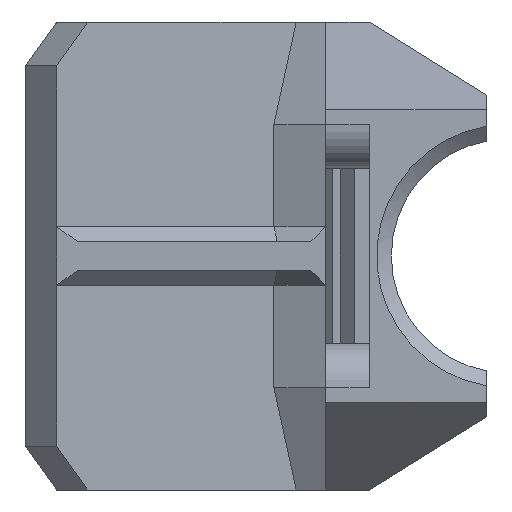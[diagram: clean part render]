
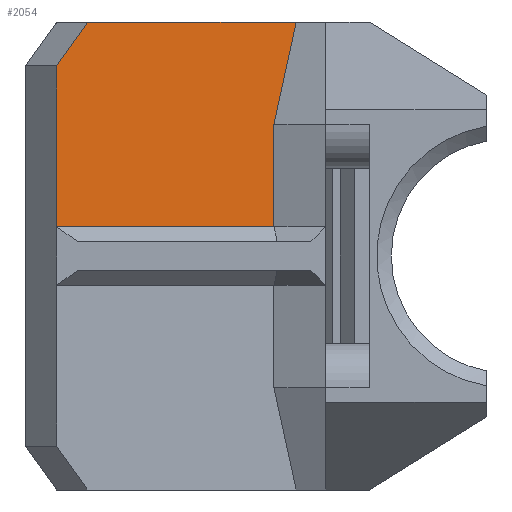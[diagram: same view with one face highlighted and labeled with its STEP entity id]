
A CAD part, left-side view. The second image highlights one B-rep face of the part: STEP entity #2054.
In plain terms, the highlighted planar face has unit normal (-0.707, -0.707, 0).
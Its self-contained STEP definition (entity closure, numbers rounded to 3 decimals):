
#114=FACE_OUTER_BOUND('',#227,.T.);
#227=EDGE_LOOP('',(#1428,#1429,#1430,#1431,#1432,#1433));
#354=LINE('',#2965,#605);
#356=LINE('',#2969,#607);
#409=LINE('',#3101,#660);
#412=LINE('',#3106,#663);
#413=LINE('',#3108,#664);
#414=LINE('',#3109,#665);
#605=VECTOR('',#2364,10.);
#607=VECTOR('',#2368,10.);
#660=VECTOR('',#2443,10.);
#663=VECTOR('',#2448,10.);
#664=VECTOR('',#2449,10.);
#665=VECTOR('',#2450,10.);
#855=VERTEX_POINT('',#2962);
#856=VERTEX_POINT('',#2964);
#857=VERTEX_POINT('',#2968);
#911=VERTEX_POINT('',#3097);
#913=VERTEX_POINT('',#3100);
#915=VERTEX_POINT('',#3107);
#1050=EDGE_CURVE('',#855,#856,#354,.F.);
#1052=EDGE_CURVE('',#857,#855,#356,.T.);
#1113=EDGE_CURVE('',#911,#913,#409,.T.);
#1116=EDGE_CURVE('',#856,#911,#412,.T.);
#1117=EDGE_CURVE('',#915,#857,#413,.T.);
#1118=EDGE_CURVE('',#915,#913,#414,.T.);
#1428=ORIENTED_EDGE('',*,*,#1113,.F.);
#1429=ORIENTED_EDGE('',*,*,#1116,.F.);
#1430=ORIENTED_EDGE('',*,*,#1050,.F.);
#1431=ORIENTED_EDGE('',*,*,#1052,.F.);
#1432=ORIENTED_EDGE('',*,*,#1117,.F.);
#1433=ORIENTED_EDGE('',*,*,#1118,.T.);
#1965=PLANE('',#2185);
#2054=ADVANCED_FACE('',(#114),#1965,.F.);
#2185=AXIS2_PLACEMENT_3D('',#3105,#2446,#2447);
#2364=DIRECTION('',(0.209,-0.209,0.955));
#2368=DIRECTION('',(0.707,-0.707,0.));
#2443=DIRECTION('',(-0.707,0.707,0.));
#2446=DIRECTION('center_axis',(0.707,0.707,0.));
#2447=DIRECTION('ref_axis',(0.707,-0.707,0.));
#2448=DIRECTION('',(0.,0.,-1.));
#2449=DIRECTION('',(0.5,-0.5,0.707));
#2450=DIRECTION('',(0.,0.,-1.));
#2962=CARTESIAN_POINT('',(40.338,7.005,16.));
#2964=CARTESIAN_POINT('',(38.808,8.536,9.));
#2965=CARTESIAN_POINT('',(39.445,7.898,11.913));
#2968=CARTESIAN_POINT('',(26.08,21.263,16.));
#2969=CARTESIAN_POINT('',(16.815,30.528,16.));
#3097=CARTESIAN_POINT('',(38.808,8.536,2.));
#3100=CARTESIAN_POINT('',(23.958,23.385,2.));
#3101=CARTESIAN_POINT('',(28.153,19.19,2.));
#3105=CARTESIAN_POINT('Origin',(23.958,23.385,16.));
#3106=CARTESIAN_POINT('',(38.808,8.536,8.));
#3107=CARTESIAN_POINT('',(23.958,23.385,13.));
#3108=CARTESIAN_POINT('',(25.019,22.324,14.5));
#3109=CARTESIAN_POINT('',(23.958,23.385,16.));
